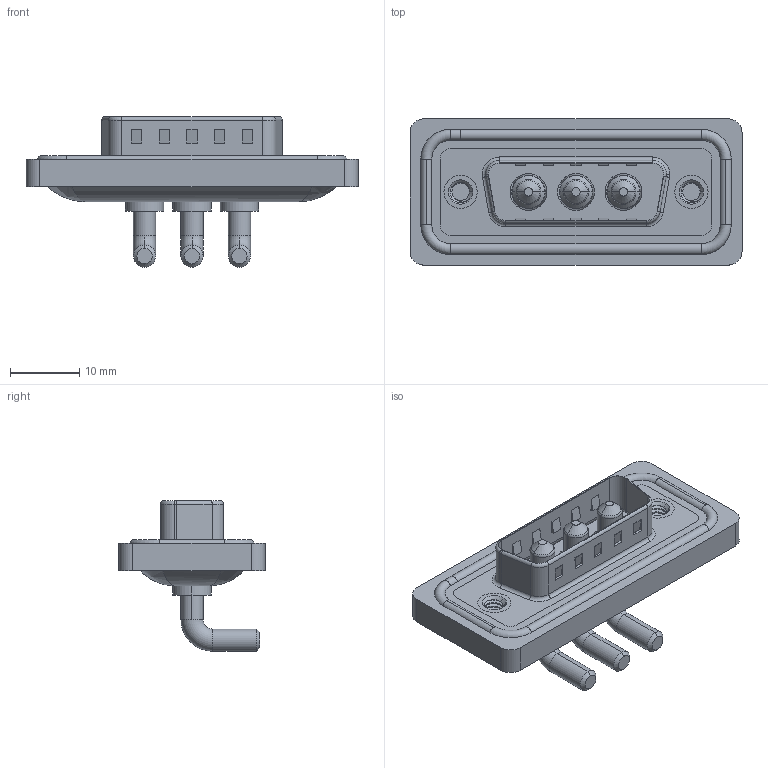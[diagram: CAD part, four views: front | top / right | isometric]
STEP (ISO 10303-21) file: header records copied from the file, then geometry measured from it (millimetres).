
FILE_DESCRIPTION (( 'STEP AP203' ), '1' );
FILE_NAME ('629W3W3-640-3NA.STEP', '2024-04-11T13:15:34', ( '' ), ( '' ), 'SwSTEP 2.0', 'SolidWorks 2023', '' );
FILE_SCHEMA (( 'CONFIG_CONTROL_DESIGN' ));
Length unit declared in the file: millimetre
Products named in the file (7): 629Combo Threaded Rivet_A; 629Combo Housing_3W3; 629Combo Shell Front_15 Contacts; 629Combo Shell Rear_15 Contacts; 629W3W3-640-3NA; Power Pin_30A RA; 629Combo Waterproof Housing_15 Contacts
Assembly tree (9 placements, depth 2):
  629W3W3-640-3NA
    629Combo Housing_3W3
    629Combo Shell Rear_15 Contacts
    629Combo Shell Front_15 Contacts
    629Combo Waterproof Housing_15 Contacts
    629Combo Threaded Rivet_A  x2
    Power Pin_30A RA  x3
Bounding box: 47.9 x 21.1 x 21.7 mm (x, y, z)
Volume: 5866.1 mm3; surface area: 9095.1 mm2
Topology: 13 solids, 13 shells, 570 faces, 1391 edges, 869 vertices
Faces by surface type: cylinder 245, plane 207, torus 76, cone 29, bspline 13
Entity records: 16411 total; most frequent: CARTESIAN_POINT 4274, DIRECTION 2481, ORIENTED_EDGE 2302, EDGE_CURVE 1151, AXIS2_PLACEMENT_3D 931, VERTEX_POINT 725, LINE 619, VECTOR 619
